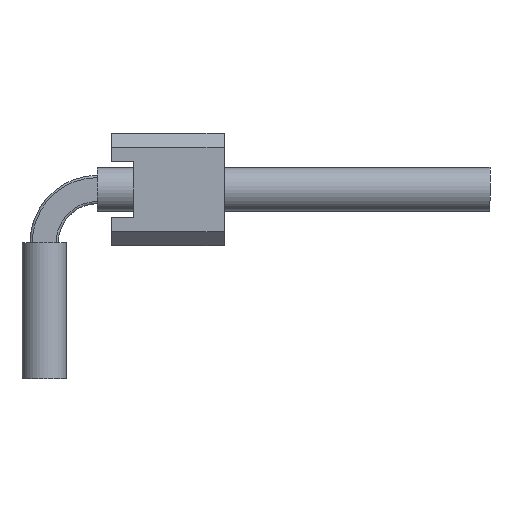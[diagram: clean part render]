
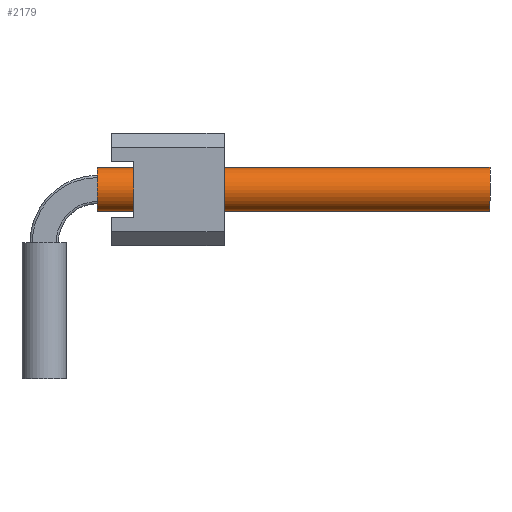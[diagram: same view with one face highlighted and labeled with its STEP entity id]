
A CAD part, left-side view. The second image highlights one B-rep face of the part: STEP entity #2179.
In plain terms, the highlighted cylindrical face has radius 0.5 mm (diameter 1 mm), a full revolution.
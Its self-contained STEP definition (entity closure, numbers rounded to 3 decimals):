
#1220=ORIENTED_EDGE('',*,*,#1528,.F.);
#1221=ORIENTED_EDGE('',*,*,#1529,.T.);
#1528=EDGE_CURVE('',#1732,#1732,#1792,.T.);
#1529=EDGE_CURVE('',#1733,#1733,#1793,.T.);
#1732=VERTEX_POINT('',#3653);
#1733=VERTEX_POINT('',#3655);
#1792=CIRCLE('',#2407,0.5);
#1793=CIRCLE('',#2408,0.5);
#1914=EDGE_LOOP('',(#1220));
#1915=EDGE_LOOP('',(#1221));
#2036=FACE_BOUND('',#1914,.T.);
#2037=FACE_BOUND('',#1915,.T.);
#2069=CYLINDRICAL_SURFACE('',#2406,0.5);
#2179=ADVANCED_FACE('',(#2036,#2037),#2069,.F.);
#2406=AXIS2_PLACEMENT_3D('',#3651,#3016,#3017);
#2407=AXIS2_PLACEMENT_3D('',#3652,#3018,#3019);
#2408=AXIS2_PLACEMENT_3D('',#3654,#3020,#3021);
#3016=DIRECTION('',(1.,0.,0.));
#3017=DIRECTION('',(0.,0.,-1.));
#3018=DIRECTION('',(-1.,0.,0.));
#3019=DIRECTION('',(0.,0.,1.));
#3020=DIRECTION('',(-1.,0.,0.));
#3021=DIRECTION('',(0.,0.,1.));
#3651=CARTESIAN_POINT('',(1.2,0.,4.27));
#3652=CARTESIAN_POINT('',(10.06,0.,4.27));
#3653=CARTESIAN_POINT('',(10.06,0.,4.77));
#3654=CARTESIAN_POINT('',(1.2,0.,4.27));
#3655=CARTESIAN_POINT('',(1.2,0.,4.77));
